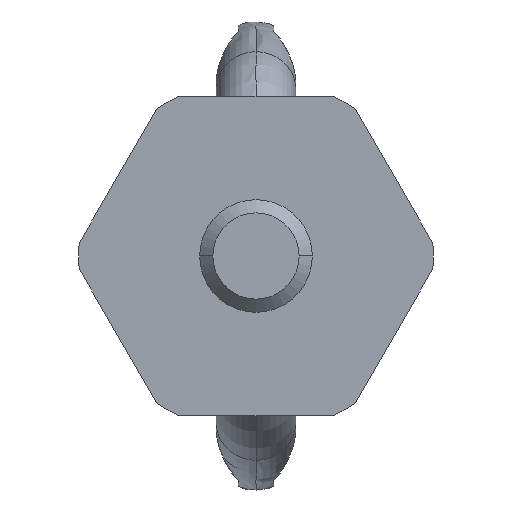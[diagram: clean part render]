
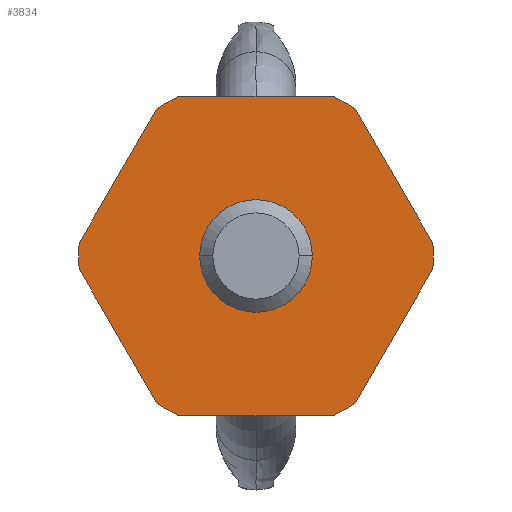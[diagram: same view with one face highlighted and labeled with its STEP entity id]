
A CAD part, front view. The second image highlights one B-rep face of the part: STEP entity #3834.
In plain terms, the highlighted planar face has unit normal (0, -1, 0).
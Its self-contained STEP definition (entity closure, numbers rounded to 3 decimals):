
#773=DIRECTION('',(-0.5,0.,0.866));
#774=VECTOR('',#773,17.436);
#775=CARTESIAN_POINT('',(-11.23,0.,-16.55));
#776=LINE('',#775,#774);
#777=CARTESIAN_POINT('',(0.,0.,0.));
#778=DIRECTION('',(0.,1.,0.));
#779=DIRECTION('',(-0.997,0.,-0.073));
#780=AXIS2_PLACEMENT_3D('',#777,#778,#779);
#782=DIRECTION('',(0.5,0.,0.866));
#783=VECTOR('',#782,17.436);
#784=CARTESIAN_POINT('',(-19.947,0.,1.45));
#785=LINE('',#784,#783);
#786=CARTESIAN_POINT('',(0.,0.,0.));
#787=DIRECTION('',(0.,1.,0.));
#788=DIRECTION('',(-0.561,0.,0.827));
#789=AXIS2_PLACEMENT_3D('',#786,#787,#788);
#791=DIRECTION('',(1.,0.,0.));
#792=VECTOR('',#791,17.436);
#793=CARTESIAN_POINT('',(-8.718,0.,18.));
#794=LINE('',#793,#792);
#795=CARTESIAN_POINT('',(0.,0.,0.));
#796=DIRECTION('',(0.,1.,0.));
#797=DIRECTION('',(0.436,0.,0.9));
#798=AXIS2_PLACEMENT_3D('',#795,#796,#797);
#800=DIRECTION('',(0.5,0.,-0.866));
#801=VECTOR('',#800,17.436);
#802=CARTESIAN_POINT('',(11.23,0.,16.55));
#803=LINE('',#802,#801);
#804=CARTESIAN_POINT('',(0.,0.,0.));
#805=DIRECTION('',(0.,1.,0.));
#806=DIRECTION('',(0.997,0.,0.073));
#807=AXIS2_PLACEMENT_3D('',#804,#805,#806);
#809=DIRECTION('',(-0.5,0.,-0.866));
#810=VECTOR('',#809,17.436);
#811=CARTESIAN_POINT('',(19.947,0.,-1.45));
#812=LINE('',#811,#810);
#813=CARTESIAN_POINT('',(0.,0.,0.));
#814=DIRECTION('',(0.,1.,0.));
#815=DIRECTION('',(0.561,0.,-0.827));
#816=AXIS2_PLACEMENT_3D('',#813,#814,#815);
#818=DIRECTION('',(-1.,0.,0.));
#819=VECTOR('',#818,17.436);
#820=CARTESIAN_POINT('',(8.718,0.,-18.));
#821=LINE('',#820,#819);
#822=CARTESIAN_POINT('',(0.,0.,0.));
#823=DIRECTION('',(0.,1.,0.));
#824=DIRECTION('',(-0.436,0.,-0.9));
#825=AXIS2_PLACEMENT_3D('',#822,#823,#824);
#827=CARTESIAN_POINT('',(0.,0.,0.));
#828=DIRECTION('',(0.,-1.,0.));
#829=DIRECTION('',(1.,0.,0.));
#830=AXIS2_PLACEMENT_3D('',#827,#828,#829);
#832=CARTESIAN_POINT('',(0.,0.,0.));
#833=DIRECTION('',(0.,-1.,0.));
#834=DIRECTION('',(-1.,0.,0.));
#835=AXIS2_PLACEMENT_3D('',#832,#833,#834);
#2531=CARTESIAN_POINT('',(-11.23,0.,-16.55));
#2532=CARTESIAN_POINT('',(-19.947,0.,-1.45));
#2533=VERTEX_POINT('',#2531);
#2534=VERTEX_POINT('',#2532);
#2535=CARTESIAN_POINT('',(-8.718,0.,-18.));
#2536=VERTEX_POINT('',#2535);
#2537=CARTESIAN_POINT('',(8.718,0.,-18.));
#2538=VERTEX_POINT('',#2537);
#2539=CARTESIAN_POINT('',(11.23,0.,-16.55));
#2540=VERTEX_POINT('',#2539);
#2541=CARTESIAN_POINT('',(19.947,0.,-1.45));
#2542=VERTEX_POINT('',#2541);
#2543=CARTESIAN_POINT('',(19.947,0.,1.45));
#2544=VERTEX_POINT('',#2543);
#2545=CARTESIAN_POINT('',(11.23,0.,16.55));
#2546=VERTEX_POINT('',#2545);
#2547=CARTESIAN_POINT('',(8.718,0.,18.));
#2548=VERTEX_POINT('',#2547);
#2549=CARTESIAN_POINT('',(-8.718,0.,18.));
#2550=VERTEX_POINT('',#2549);
#2551=CARTESIAN_POINT('',(-11.23,0.,16.55));
#2552=VERTEX_POINT('',#2551);
#2553=CARTESIAN_POINT('',(-19.947,0.,1.45));
#2554=VERTEX_POINT('',#2553);
#3335=CARTESIAN_POINT('',(5.05,0.,0.));
#3337=VERTEX_POINT('',#3335);
#3340=CARTESIAN_POINT('',(-5.05,0.,0.));
#3342=VERTEX_POINT('',#3340);
#3798=CARTESIAN_POINT('',(0.,0.,0.));
#3799=DIRECTION('',(0.,1.,0.));
#3800=DIRECTION('',(1.,0.,0.));
#3801=AXIS2_PLACEMENT_3D('',#3798,#3799,#3800);
#3802=PLANE('',#3801);
#3804=ORIENTED_EDGE('',*,*,#3803,.T.);
#3806=ORIENTED_EDGE('',*,*,#3805,.T.);
#3808=ORIENTED_EDGE('',*,*,#3807,.T.);
#3810=ORIENTED_EDGE('',*,*,#3809,.T.);
#3811=ORIENTED_EDGE('',*,*,#3384,.T.);
#3813=ORIENTED_EDGE('',*,*,#3812,.T.);
#3815=ORIENTED_EDGE('',*,*,#3814,.T.);
#3817=ORIENTED_EDGE('',*,*,#3816,.T.);
#3819=ORIENTED_EDGE('',*,*,#3818,.T.);
#3821=ORIENTED_EDGE('',*,*,#3820,.T.);
#3823=ORIENTED_EDGE('',*,*,#3822,.T.);
#3825=ORIENTED_EDGE('',*,*,#3824,.T.);
#3826=EDGE_LOOP('',(#3804,#3806,#3808,#3810,#3811,#3813,#3815,#3817,#3819,#3821,
#3823,#3825));
#3827=FACE_OUTER_BOUND('',#3826,.F.);
#3829=ORIENTED_EDGE('',*,*,#3828,.T.);
#3831=ORIENTED_EDGE('',*,*,#3830,.T.);
#3832=EDGE_LOOP('',(#3829,#3831));
#3833=FACE_BOUND('',#3832,.F.);
#3834=ADVANCED_FACE('',(#3827,#3833),#3802,.F.);
#781=CIRCLE('',#780,20.);
#790=CIRCLE('',#789,20.);
#799=CIRCLE('',#798,20.);
#808=CIRCLE('',#807,20.);
#817=CIRCLE('',#816,20.);
#826=CIRCLE('',#825,20.);
#831=CIRCLE('',#830,5.05);
#836=CIRCLE('',#835,5.05);
#3384=EDGE_CURVE('',#2550,#2548,#794,.T.);
#3803=EDGE_CURVE('',#2533,#2534,#776,.T.);
#3805=EDGE_CURVE('',#2534,#2554,#781,.T.);
#3807=EDGE_CURVE('',#2554,#2552,#785,.T.);
#3809=EDGE_CURVE('',#2552,#2550,#790,.T.);
#3812=EDGE_CURVE('',#2548,#2546,#799,.T.);
#3814=EDGE_CURVE('',#2546,#2544,#803,.T.);
#3816=EDGE_CURVE('',#2544,#2542,#808,.T.);
#3818=EDGE_CURVE('',#2542,#2540,#812,.T.);
#3820=EDGE_CURVE('',#2540,#2538,#817,.T.);
#3822=EDGE_CURVE('',#2538,#2536,#821,.T.);
#3824=EDGE_CURVE('',#2536,#2533,#826,.T.);
#3828=EDGE_CURVE('',#3337,#3342,#831,.T.);
#3830=EDGE_CURVE('',#3342,#3337,#836,.T.);
